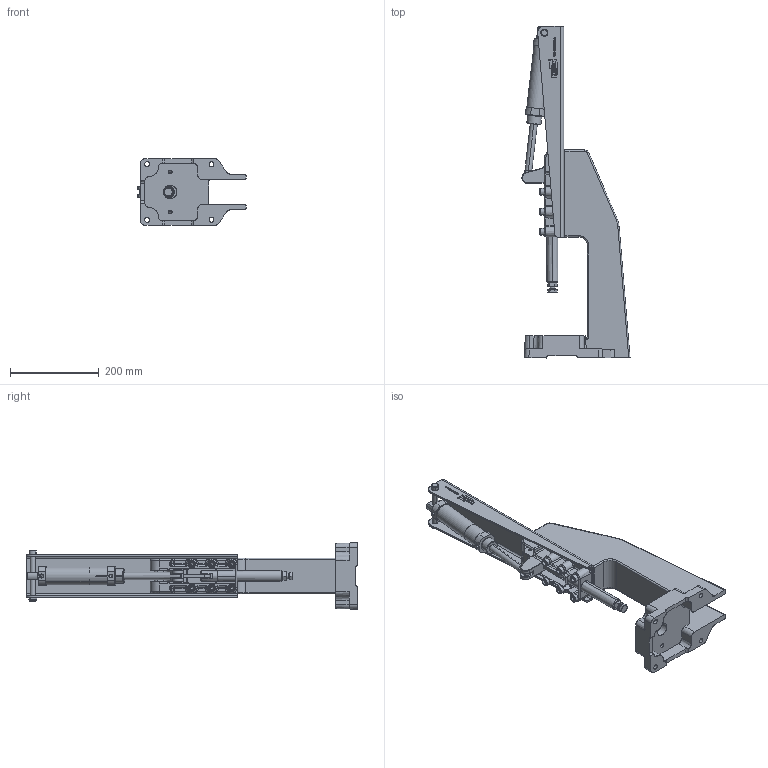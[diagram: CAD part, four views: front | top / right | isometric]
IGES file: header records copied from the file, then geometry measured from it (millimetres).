
Start section: SolidWorks IGES file using analytic representation for surfaces
Global section: file name: 39HGH-30600HL-A(PR-A); native system:GH-32500PR-A(簡化).IGS,15HSolidWorks 2016,15HSolidWorks 2016,32, 308,15,308,15,18HGH-32500PR-A(簡化),1.,2,2HMM,50,0.125,13H200727.090512,1E-008,499990.,6HLinWei,,11,0,13H200727.090512;                         
Bounding box: 243.24 x 747 x 149.79 mm (x, y, z)
Surface area: 647878.7 mm2 (no closed solid volume)
Topology: 0 solids, 0 shells, 1602 faces, 18647 edges, 18595 vertices
Faces by surface type: bspline 955, revolution 647
